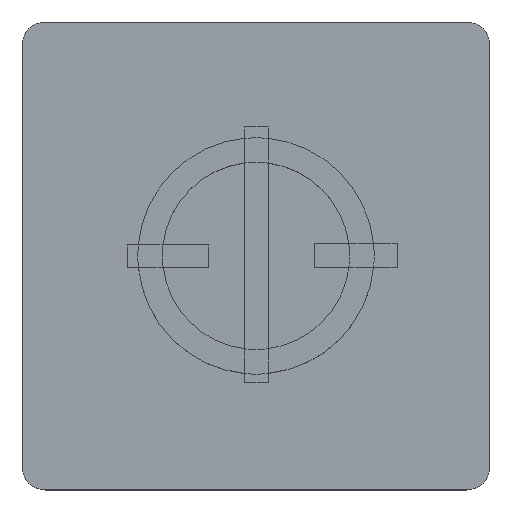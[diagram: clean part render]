
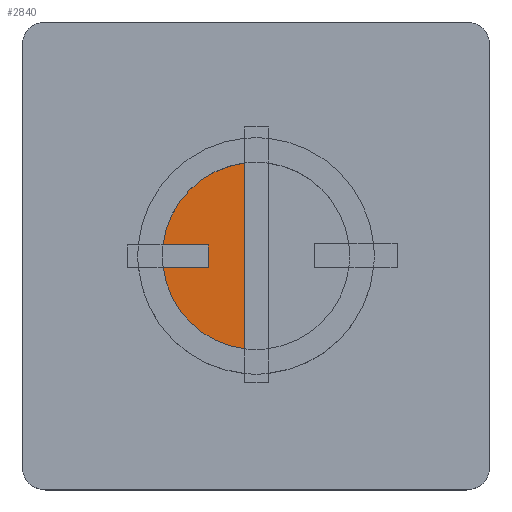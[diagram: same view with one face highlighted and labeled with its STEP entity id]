
A CAD part, top view. The second image highlights one B-rep face of the part: STEP entity #2840.
In plain terms, the highlighted planar face has unit normal (0, 0, 1).
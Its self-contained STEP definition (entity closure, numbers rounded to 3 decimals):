
#1919 = VERTEX_POINT('',#1920);
#1920 = CARTESIAN_POINT('',(19.038,-27.942,2.));
#1960 = PLANE('',#1961);
#1961 = AXIS2_PLACEMENT_3D('',#1962,#1963,#1964);
#1962 = CARTESIAN_POINT('',(20.,-20.,2.));
#1963 = DIRECTION('',(0.,0.,1.));
#1964 = DIRECTION('',(1.,0.,0.));
#2016 = CYLINDRICAL_SURFACE('',#2017,8.);
#2017 = AXIS2_PLACEMENT_3D('',#2018,#2019,#2020);
#2018 = CARTESIAN_POINT('',(20.,-20.,8.));
#2019 = DIRECTION('',(0.,0.,1.));
#2020 = DIRECTION('',(1.,0.,0.));
#2084 = VERTEX_POINT('',#2085);
#2085 = CARTESIAN_POINT('',(12.065,-21.019,2.));
#2131 = VERTEX_POINT('',#2132);
#2132 = CARTESIAN_POINT('',(12.056,-19.056,2.));
#2147 = PLANE('',#2148);
#2148 = AXIS2_PLACEMENT_3D('',#2149,#2150,#2151);
#2149 = CARTESIAN_POINT('',(20.,-20.,2.));
#2150 = DIRECTION('',(0.,0.,1.));
#2151 = DIRECTION('',(1.,0.,0.));
#2222 = CYLINDRICAL_SURFACE('',#2223,8.);
#2223 = AXIS2_PLACEMENT_3D('',#2224,#2225,#2226);
#2224 = CARTESIAN_POINT('',(20.,-20.,8.));
#2225 = DIRECTION('',(0.,0.,1.));
#2226 = DIRECTION('',(1.,0.,0.));
#2291 = VERTEX_POINT('',#2292);
#2292 = CARTESIAN_POINT('',(19.038,-12.058,2.));
#2650 = EDGE_CURVE('',#1919,#2291,#2651,.T.);
#2651 = SURFACE_CURVE('',#2652,(#2656,#2663),.PCURVE_S1.);
#2652 = LINE('',#2653,#2654);
#2653 = CARTESIAN_POINT('',(19.038,-30.836,2.));
#2654 = VECTOR('',#2655,1.);
#2655 = DIRECTION('',(0.,1.,0.));
#2656 = PCURVE('',#1960,#2657);
#2657 = DEFINITIONAL_REPRESENTATION('',(#2658),#2662);
#2658 = LINE('',#2659,#2660);
#2659 = CARTESIAN_POINT('',(-0.962,-10.836));
#2660 = VECTOR('',#2661,1.);
#2661 = DIRECTION('',(0.,1.));
#2662 = ( GEOMETRIC_REPRESENTATION_CONTEXT(2) 
PARAMETRIC_REPRESENTATION_CONTEXT() REPRESENTATION_CONTEXT('2D SPACE',''
  ) );
#2663 = PCURVE('',#2664,#2669);
#2664 = PLANE('',#2665);
#2665 = AXIS2_PLACEMENT_3D('',#2666,#2667,#2668);
#2666 = CARTESIAN_POINT('',(20.,-20.,2.));
#2667 = DIRECTION('',(0.,0.,1.));
#2668 = DIRECTION('',(1.,0.,0.));
#2669 = DEFINITIONAL_REPRESENTATION('',(#2670),#2674);
#2670 = LINE('',#2671,#2672);
#2671 = CARTESIAN_POINT('',(-0.962,-10.836));
#2672 = VECTOR('',#2673,1.);
#2673 = DIRECTION('',(0.,1.));
#2674 = ( GEOMETRIC_REPRESENTATION_CONTEXT(2) 
PARAMETRIC_REPRESENTATION_CONTEXT() REPRESENTATION_CONTEXT('2D SPACE',''
  ) );
#2683 = EDGE_CURVE('',#2084,#1919,#2684,.T.);
#2684 = SURFACE_CURVE('',#2685,(#2690,#2697),.PCURVE_S1.);
#2685 = CIRCLE('',#2686,8.);
#2686 = AXIS2_PLACEMENT_3D('',#2687,#2688,#2689);
#2687 = CARTESIAN_POINT('',(20.,-20.,2.));
#2688 = DIRECTION('',(0.,0.,1.));
#2689 = DIRECTION('',(1.,0.,0.));
#2690 = PCURVE('',#2016,#2691);
#2691 = DEFINITIONAL_REPRESENTATION('',(#2692),#2696);
#2692 = LINE('',#2693,#2694);
#2693 = CARTESIAN_POINT('',(0.,-6.));
#2694 = VECTOR('',#2695,1.);
#2695 = DIRECTION('',(1.,0.));
#2696 = ( GEOMETRIC_REPRESENTATION_CONTEXT(2) 
PARAMETRIC_REPRESENTATION_CONTEXT() REPRESENTATION_CONTEXT('2D SPACE',''
  ) );
#2697 = PCURVE('',#2664,#2698);
#2698 = DEFINITIONAL_REPRESENTATION('',(#2699),#2703);
#2699 = CIRCLE('',#2700,8.);
#2700 = AXIS2_PLACEMENT_2D('',#2701,#2702);
#2701 = CARTESIAN_POINT('',(0.,0.));
#2702 = DIRECTION('',(1.,0.));
#2703 = ( GEOMETRIC_REPRESENTATION_CONTEXT(2) 
PARAMETRIC_REPRESENTATION_CONTEXT() REPRESENTATION_CONTEXT('2D SPACE',''
  ) );
#2708 = EDGE_CURVE('',#2709,#2131,#2711,.T.);
#2709 = VERTEX_POINT('',#2710);
#2710 = CARTESIAN_POINT('',(15.914,-19.056,2.));
#2711 = SURFACE_CURVE('',#2712,(#2716,#2723),.PCURVE_S1.);
#2712 = LINE('',#2713,#2714);
#2713 = CARTESIAN_POINT('',(15.914,-19.056,2.));
#2714 = VECTOR('',#2715,1.);
#2715 = DIRECTION('',(-1.,0.,0.));
#2716 = PCURVE('',#2147,#2717);
#2717 = DEFINITIONAL_REPRESENTATION('',(#2718),#2722);
#2718 = LINE('',#2719,#2720);
#2719 = CARTESIAN_POINT('',(-4.086,0.944));
#2720 = VECTOR('',#2721,1.);
#2721 = DIRECTION('',(-1.,0.));
#2722 = ( GEOMETRIC_REPRESENTATION_CONTEXT(2) 
PARAMETRIC_REPRESENTATION_CONTEXT() REPRESENTATION_CONTEXT('2D SPACE',''
  ) );
#2723 = PCURVE('',#2664,#2724);
#2724 = DEFINITIONAL_REPRESENTATION('',(#2725),#2729);
#2725 = LINE('',#2726,#2727);
#2726 = CARTESIAN_POINT('',(-4.086,0.944));
#2727 = VECTOR('',#2728,1.);
#2728 = DIRECTION('',(-1.,0.));
#2729 = ( GEOMETRIC_REPRESENTATION_CONTEXT(2) 
PARAMETRIC_REPRESENTATION_CONTEXT() REPRESENTATION_CONTEXT('2D SPACE',''
  ) );
#2732 = EDGE_CURVE('',#2084,#2733,#2735,.T.);
#2733 = VERTEX_POINT('',#2734);
#2734 = CARTESIAN_POINT('',(15.914,-21.019,2.));
#2735 = SURFACE_CURVE('',#2736,(#2740,#2747),.PCURVE_S1.);
#2736 = LINE('',#2737,#2738);
#2737 = CARTESIAN_POINT('',(8.998,-21.019,2.));
#2738 = VECTOR('',#2739,1.);
#2739 = DIRECTION('',(1.,0.,0.));
#2740 = PCURVE('',#2147,#2741);
#2741 = DEFINITIONAL_REPRESENTATION('',(#2742),#2746);
#2742 = LINE('',#2743,#2744);
#2743 = CARTESIAN_POINT('',(-11.002,-1.019));
#2744 = VECTOR('',#2745,1.);
#2745 = DIRECTION('',(1.,0.));
#2746 = ( GEOMETRIC_REPRESENTATION_CONTEXT(2) 
PARAMETRIC_REPRESENTATION_CONTEXT() REPRESENTATION_CONTEXT('2D SPACE',''
  ) );
#2747 = PCURVE('',#2664,#2748);
#2748 = DEFINITIONAL_REPRESENTATION('',(#2749),#2753);
#2749 = LINE('',#2750,#2751);
#2750 = CARTESIAN_POINT('',(-11.002,-1.019));
#2751 = VECTOR('',#2752,1.);
#2752 = DIRECTION('',(1.,0.));
#2753 = ( GEOMETRIC_REPRESENTATION_CONTEXT(2) 
PARAMETRIC_REPRESENTATION_CONTEXT() REPRESENTATION_CONTEXT('2D SPACE',''
  ) );
#2755 = EDGE_CURVE('',#2733,#2709,#2756,.T.);
#2756 = SURFACE_CURVE('',#2757,(#2761,#2768),.PCURVE_S1.);
#2757 = LINE('',#2758,#2759);
#2758 = CARTESIAN_POINT('',(15.914,-21.019,2.));
#2759 = VECTOR('',#2760,1.);
#2760 = DIRECTION('',(0.,1.,0.));
#2761 = PCURVE('',#2147,#2762);
#2762 = DEFINITIONAL_REPRESENTATION('',(#2763),#2767);
#2763 = LINE('',#2764,#2765);
#2764 = CARTESIAN_POINT('',(-4.086,-1.019));
#2765 = VECTOR('',#2766,1.);
#2766 = DIRECTION('',(0.,1.));
#2767 = ( GEOMETRIC_REPRESENTATION_CONTEXT(2) 
PARAMETRIC_REPRESENTATION_CONTEXT() REPRESENTATION_CONTEXT('2D SPACE',''
  ) );
#2768 = PCURVE('',#2664,#2769);
#2769 = DEFINITIONAL_REPRESENTATION('',(#2770),#2774);
#2770 = LINE('',#2771,#2772);
#2771 = CARTESIAN_POINT('',(-4.086,-1.019));
#2772 = VECTOR('',#2773,1.);
#2773 = DIRECTION('',(0.,1.));
#2774 = ( GEOMETRIC_REPRESENTATION_CONTEXT(2) 
PARAMETRIC_REPRESENTATION_CONTEXT() REPRESENTATION_CONTEXT('2D SPACE',''
  ) );
#2781 = EDGE_CURVE('',#2291,#2131,#2782,.T.);
#2782 = SURFACE_CURVE('',#2783,(#2788,#2795),.PCURVE_S1.);
#2783 = CIRCLE('',#2784,8.);
#2784 = AXIS2_PLACEMENT_3D('',#2785,#2786,#2787);
#2785 = CARTESIAN_POINT('',(20.,-20.,2.));
#2786 = DIRECTION('',(0.,0.,1.));
#2787 = DIRECTION('',(1.,0.,0.));
#2788 = PCURVE('',#2222,#2789);
#2789 = DEFINITIONAL_REPRESENTATION('',(#2790),#2794);
#2790 = LINE('',#2791,#2792);
#2791 = CARTESIAN_POINT('',(0.,-6.));
#2792 = VECTOR('',#2793,1.);
#2793 = DIRECTION('',(1.,0.));
#2794 = ( GEOMETRIC_REPRESENTATION_CONTEXT(2) 
PARAMETRIC_REPRESENTATION_CONTEXT() REPRESENTATION_CONTEXT('2D SPACE',''
  ) );
#2795 = PCURVE('',#2664,#2796);
#2796 = DEFINITIONAL_REPRESENTATION('',(#2797),#2801);
#2797 = CIRCLE('',#2798,8.);
#2798 = AXIS2_PLACEMENT_2D('',#2799,#2800);
#2799 = CARTESIAN_POINT('',(0.,0.));
#2800 = DIRECTION('',(1.,0.));
#2801 = ( GEOMETRIC_REPRESENTATION_CONTEXT(2) 
PARAMETRIC_REPRESENTATION_CONTEXT() REPRESENTATION_CONTEXT('2D SPACE',''
  ) );
#2840 = ADVANCED_FACE('',(#2841),#2664,.T.);
#2841 = FACE_BOUND('',#2842,.T.);
#2842 = EDGE_LOOP('',(#2843,#2844,#2845,#2846,#2847,#2848));
#2843 = ORIENTED_EDGE('',*,*,#2650,.T.);
#2844 = ORIENTED_EDGE('',*,*,#2781,.T.);
#2845 = ORIENTED_EDGE('',*,*,#2708,.F.);
#2846 = ORIENTED_EDGE('',*,*,#2755,.F.);
#2847 = ORIENTED_EDGE('',*,*,#2732,.F.);
#2848 = ORIENTED_EDGE('',*,*,#2683,.T.);
